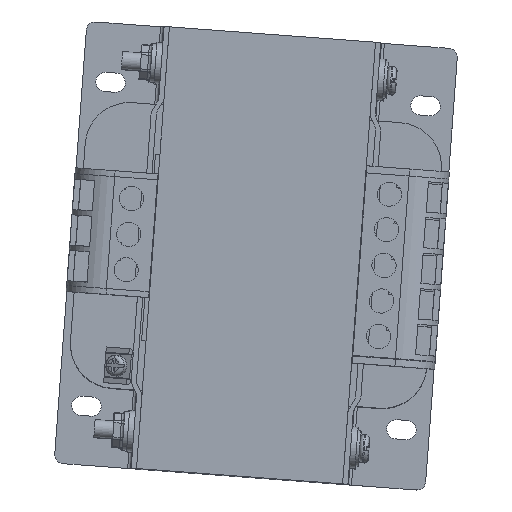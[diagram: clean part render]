
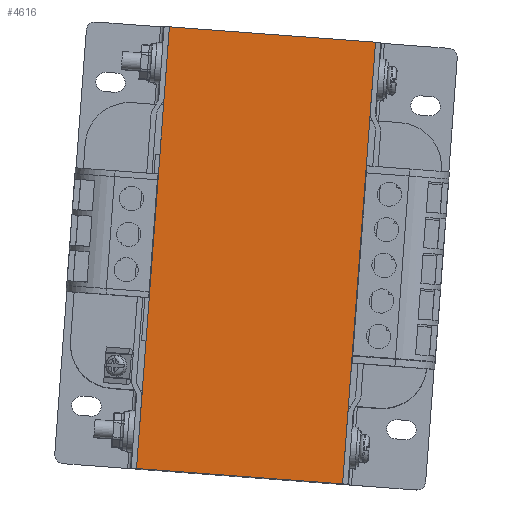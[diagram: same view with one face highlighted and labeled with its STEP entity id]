
A CAD part, top view. The second image highlights one B-rep face of the part: STEP entity #4616.
In plain terms, the highlighted face is planar.
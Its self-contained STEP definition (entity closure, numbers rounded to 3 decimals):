
#3949=DIRECTION('',(0.,0.,-1.));
#3950=VECTOR('',#3949,70.);
#3951=CARTESIAN_POINT('',(75.,25.,70.));
#3952=LINE('',#3951,#3950);
#4145=DIRECTION('',(-1.,0.,0.));
#4146=VECTOR('',#4145,150.);
#4147=CARTESIAN_POINT('',(75.,25.,70.));
#4148=LINE('',#4147,#4146);
#4149=DIRECTION('',(0.,0.,-1.));
#4150=VECTOR('',#4149,70.);
#4151=CARTESIAN_POINT('',(-75.,25.,70.));
#4152=LINE('',#4151,#4150);
#4153=DIRECTION('',(1.,0.,0.));
#4154=VECTOR('',#4153,150.);
#4155=CARTESIAN_POINT('',(-75.,25.,0.));
#4156=LINE('',#4155,#4154);
#4157=CARTESIAN_POINT('',(-75.,25.,0.));
#4158=CARTESIAN_POINT('',(75.,25.,0.));
#4159=VERTEX_POINT('',#4157);
#4160=VERTEX_POINT('',#4158);
#4233=CARTESIAN_POINT('',(75.,25.,70.));
#4234=CARTESIAN_POINT('',(-75.,25.,70.));
#4235=VERTEX_POINT('',#4233);
#4236=VERTEX_POINT('',#4234);
#4605=CARTESIAN_POINT('',(75.,25.,0.));
#4606=DIRECTION('',(0.,1.,0.));
#4607=DIRECTION('',(-1.,0.,0.));
#4608=AXIS2_PLACEMENT_3D('',#4605,#4606,#4607);
#4609=PLANE('',#4608);
#4610=ORIENTED_EDGE('',*,*,#4335,.T.);
#4611=ORIENTED_EDGE('',*,*,#4598,.T.);
#4612=ORIENTED_EDGE('',*,*,#4244,.T.);
#4613=ORIENTED_EDGE('',*,*,#4307,.F.);
#4614=EDGE_LOOP('',(#4610,#4611,#4612,#4613));
#4615=FACE_OUTER_BOUND('',#4614,.F.);
#4244=EDGE_CURVE('',#4159,#4160,#4156,.T.);
#4307=EDGE_CURVE('',#4235,#4160,#3952,.T.);
#4335=EDGE_CURVE('',#4235,#4236,#4148,.T.);
#4598=EDGE_CURVE('',#4236,#4159,#4152,.T.);
#4616=ADVANCED_FACE('',(#4615),#4609,.T.);
